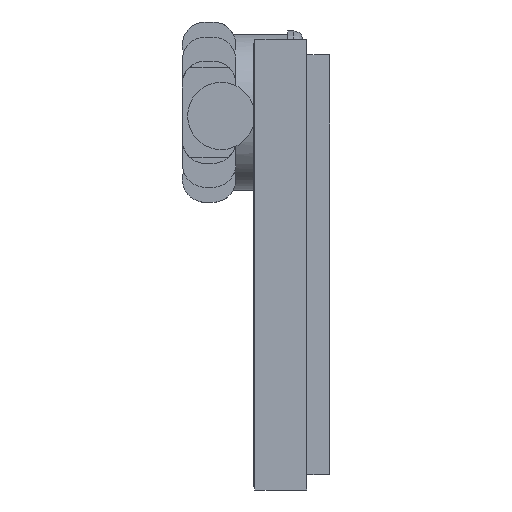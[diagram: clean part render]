
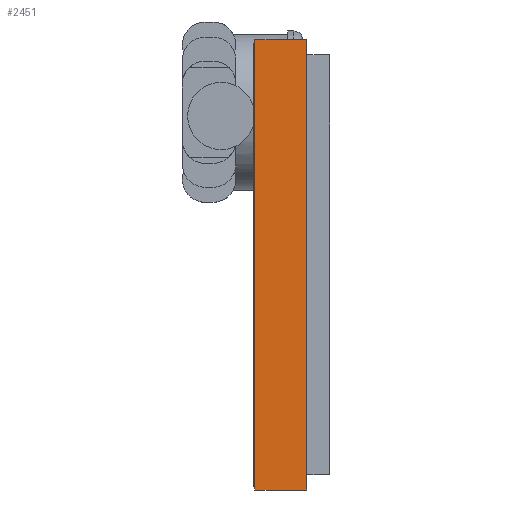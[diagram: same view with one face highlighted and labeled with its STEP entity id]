
A CAD part, left-side view. The second image highlights one B-rep face of the part: STEP entity #2451.
In plain terms, the highlighted planar face has unit normal (-1, 0, 0).
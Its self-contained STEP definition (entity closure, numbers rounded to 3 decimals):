
#15 = CARTESIAN_POINT ( 'NONE',  ( -23.393, -0.864, 0. ) ) ;
#197 = LINE ( 'NONE', #1371, #950 ) ;
#446 = VERTEX_POINT ( 'NONE', #2083 ) ;
#486 = ORIENTED_EDGE ( 'NONE', *, *, #1650, .T. ) ;
#501 = DIRECTION ( 'NONE',  ( 0., 0., 1. ) ) ;
#526 = LINE ( 'NONE', #15, #2264 ) ;
#950 = VECTOR ( 'NONE', #1314, 1000. ) ;
#1216 = ORIENTED_EDGE ( 'NONE', *, *, #3718, .T. ) ;
#1314 = DIRECTION ( 'NONE',  ( 0., 1., 0. ) ) ;
#1346 = DIRECTION ( 'NONE',  ( 0., 1., 0. ) ) ;
#1371 = CARTESIAN_POINT ( 'NONE',  ( -23.393, -0.864, -7.493 ) ) ;
#1395 = VECTOR ( 'NONE', #501, 1000. ) ;
#1585 = PLANE ( 'NONE',  #2268 ) ;
#1650 = EDGE_CURVE ( 'NONE', #446, #2267, #2291, .T. ) ;
#1849 = CARTESIAN_POINT ( 'NONE',  ( -23.393, -0.864, -7.493 ) ) ;
#1912 = ORIENTED_EDGE ( 'NONE', *, *, #2129, .F. ) ;
#1917 = DIRECTION ( 'NONE',  ( 0., 0., 1. ) ) ;
#1960 = CARTESIAN_POINT ( 'NONE',  ( -23.393, 0., 0. ) ) ;
#2083 = CARTESIAN_POINT ( 'NONE',  ( -23.393, -0.864, -7.493 ) ) ;
#2129 = EDGE_CURVE ( 'NONE', #3328, #2493, #4168, .T. ) ;
#2175 = EDGE_LOOP ( 'NONE', ( #1912, #4082, #486, #1216 ) ) ;
#2264 = VECTOR ( 'NONE', #1346, 1000. ) ;
#2267 = VERTEX_POINT ( 'NONE', #2452 ) ;
#2268 = AXIS2_PLACEMENT_3D ( 'NONE', #2272, #3911, #1917 ) ;
#2272 = CARTESIAN_POINT ( 'NONE',  ( -23.393, -0.864, -7.493 ) ) ;
#2291 = LINE ( 'NONE', #1849, #1395 ) ;
#2451 = ADVANCED_FACE ( 'NONE', ( #3531 ), #1585, .T. ) ;
#2452 = CARTESIAN_POINT ( 'NONE',  ( -23.393, -0.864, 0. ) ) ;
#2493 = VERTEX_POINT ( 'NONE', #1960 ) ;
#3328 = VERTEX_POINT ( 'NONE', #3949 ) ;
#3381 = DIRECTION ( 'NONE',  ( 0., 0., 1. ) ) ;
#3488 = VECTOR ( 'NONE', #3381, 1000. ) ;
#3531 = FACE_OUTER_BOUND ( 'NONE', #2175, .T. ) ;
#3718 = EDGE_CURVE ( 'NONE', #2267, #2493, #526, .T. ) ;
#3730 = CARTESIAN_POINT ( 'NONE',  ( -23.393, 0., -7.493 ) ) ;
#3807 = EDGE_CURVE ( 'NONE', #446, #3328, #197, .T. ) ;
#3911 = DIRECTION ( 'NONE',  ( -1., 0., 0. ) ) ;
#3949 = CARTESIAN_POINT ( 'NONE',  ( -23.393, 0., -7.493 ) ) ;
#4082 = ORIENTED_EDGE ( 'NONE', *, *, #3807, .F. ) ;
#4168 = LINE ( 'NONE', #3730, #3488 ) ;
